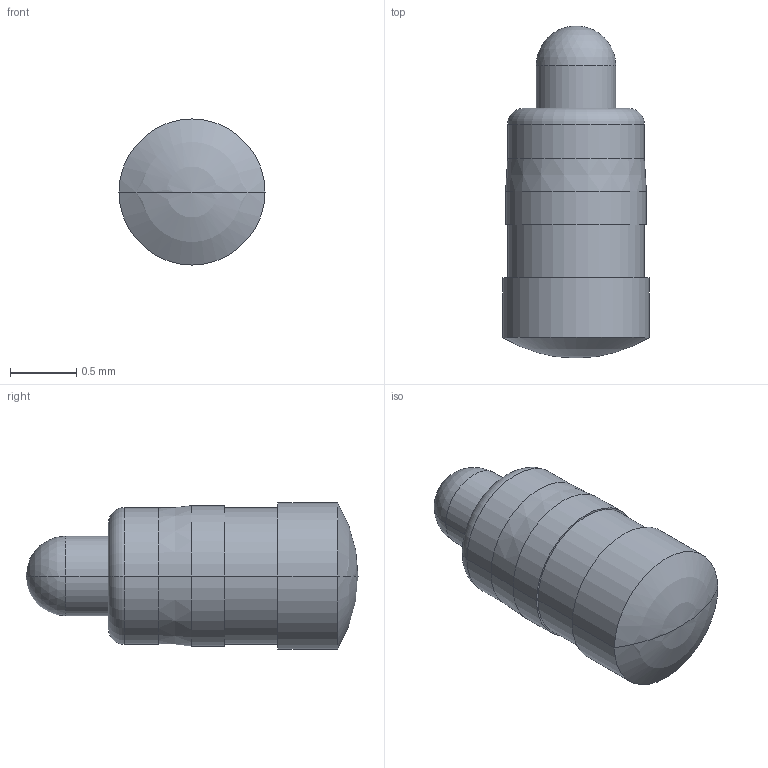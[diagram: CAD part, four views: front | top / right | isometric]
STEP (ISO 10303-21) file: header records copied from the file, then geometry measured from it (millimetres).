
FILE_DESCRIPTION(('STEP AP203'),'1');
FILE_NAME('p70-7000045.stp','2023-09-28T20:23:47',('TraceParts'),('TraceParts S.A.'),'Spatial InterOp 3D',' ',' ');
FILE_SCHEMA(('CONFIG_CONTROL_DESIGN'));
Length unit declared in the file: millimetre
Products named in the file (1): 1
Bounding box: 1.1 x 2.5 x 1.1 mm (x, y, z)
Volume: 1.7 mm3; surface area: 8.5 mm2
Topology: 1 solids, 1 shells, 21 faces, 44 edges, 24 vertices
Faces by surface type: cylinder 10, sphere 4, plane 3, torus 2, cone 2
Entity records: 582 total; most frequent: DIRECTION 112, CARTESIAN_POINT 86, ORIENTED_EDGE 80, AXIS2_PLACEMENT_3D 50, EDGE_CURVE 40, CIRCLE 28, EDGE_LOOP 24, VERTEX_POINT 24
